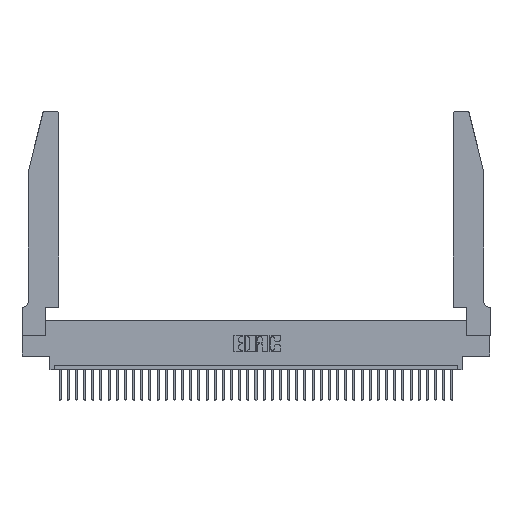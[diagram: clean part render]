
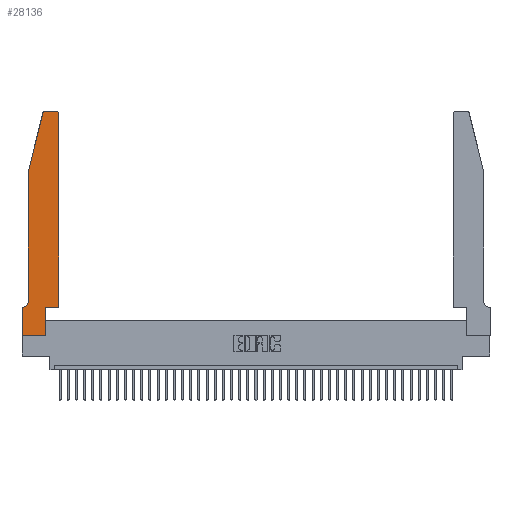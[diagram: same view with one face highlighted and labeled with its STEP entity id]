
A CAD part, top view. The second image highlights one B-rep face of the part: STEP entity #28136.
In plain terms, the highlighted planar face has unit normal (0, 0, 1).
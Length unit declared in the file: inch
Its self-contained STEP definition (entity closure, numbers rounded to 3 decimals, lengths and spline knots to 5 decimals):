
#72 = ORIENTED_EDGE ( 'NONE', *, *, #16156, .T. ) ;
#666 = CARTESIAN_POINT ( 'NONE',  ( 0.2865, 0.35, 0.37 ) ) ;
#1064 = DIRECTION ( 'NONE',  ( 1., 0., 0. ) ) ;
#1365 = DIRECTION ( 'NONE',  ( 0., 0., 1. ) ) ;
#1415 = LINE ( 'NONE', #17452, #1898 ) ;
#1712 = VERTEX_POINT ( 'NONE', #31351 ) ;
#1898 = VECTOR ( 'NONE', #32707, 39.37008 ) ;
#2151 = VERTEX_POINT ( 'NONE', #19879 ) ;
#2415 = DIRECTION ( 'NONE',  ( 1., 0., 0. ) ) ;
#2715 = FACE_OUTER_BOUND ( 'NONE', #37136, .T. ) ;
#2818 = DIRECTION ( 'NONE',  ( -1., 0., 0. ) ) ;
#2942 = CARTESIAN_POINT ( 'NONE',  ( 0.0755, 2., 0.37 ) ) ;
#3502 = AXIS2_PLACEMENT_3D ( 'NONE', #20475, #1365, #23645 ) ;
#3603 = CARTESIAN_POINT ( 'NONE',  ( 0.0055, 0.42, 0.37 ) ) ;
#4402 = DIRECTION ( 'NONE',  ( 1., 0., 0. ) ) ;
#5378 = LINE ( 'NONE', #20988, #38892 ) ;
#5636 = CARTESIAN_POINT ( 'NONE',  ( 0.0055, 0.35, 0.37 ) ) ;
#6281 = LINE ( 'NONE', #30241, #31832 ) ;
#6288 = ORIENTED_EDGE ( 'NONE', *, *, #11979, .T. ) ;
#7388 = CARTESIAN_POINT ( 'NONE',  ( 0.4505, 0.35, 0.37 ) ) ;
#7429 = CARTESIAN_POINT ( 'NONE',  ( 0., 0.35, 0.37 ) ) ;
#7711 = ORIENTED_EDGE ( 'NONE', *, *, #39750, .T. ) ;
#7762 = CARTESIAN_POINT ( 'NONE',  ( 0., 0., 0.37 ) ) ;
#8927 = DIRECTION ( 'NONE',  ( 1., 0., 0. ) ) ;
#9588 = EDGE_CURVE ( 'NONE', #16316, #21204, #5378, .T. ) ;
#10174 = ORIENTED_EDGE ( 'NONE', *, *, #13613, .T. ) ;
#10974 = ORIENTED_EDGE ( 'NONE', *, *, #32995, .T. ) ;
#11979 = EDGE_CURVE ( 'NONE', #21204, #17049, #15576, .T. ) ;
#12206 = DIRECTION ( 'NONE',  ( -0.239, -0.971, 0. ) ) ;
#13094 = LINE ( 'NONE', #21657, #36360 ) ;
#13220 = CARTESIAN_POINT ( 'NONE',  ( 0.2865, 0., 0.37 ) ) ;
#13573 = VERTEX_POINT ( 'NONE', #39652 ) ;
#13613 = EDGE_CURVE ( 'NONE', #32726, #2151, #27766, .T. ) ;
#14076 = DIRECTION ( 'NONE',  ( 0., -1., 0. ) ) ;
#14270 = EDGE_CURVE ( 'NONE', #22973, #31807, #34605, .T. ) ;
#14630 = VECTOR ( 'NONE', #12206, 39.37008 ) ;
#15576 = CIRCLE ( 'NONE', #31667, 0.03 ) ;
#15621 = DIRECTION ( 'NONE',  ( 0., -1., 0. ) ) ;
#15741 = VECTOR ( 'NONE', #14076, 39.37008 ) ;
#16156 = EDGE_CURVE ( 'NONE', #17049, #1712, #1415, .T. ) ;
#16316 = VERTEX_POINT ( 'NONE', #7388 ) ;
#16937 = ORIENTED_EDGE ( 'NONE', *, *, #34370, .T. ) ;
#17049 = VERTEX_POINT ( 'NONE', #35744 ) ;
#17126 = VECTOR ( 'NONE', #15621, 39.37008 ) ;
#17452 = CARTESIAN_POINT ( 'NONE',  ( 0.2605, 2.75, 0.37 ) ) ;
#18135 = LINE ( 'NONE', #24555, #17126 ) ;
#19720 = CIRCLE ( 'NONE', #3502, 0.03 ) ;
#19879 = CARTESIAN_POINT ( 'NONE',  ( 0.2865, 0.35, 0.37 ) ) ;
#20419 = VECTOR ( 'NONE', #1064, 39.37008 ) ;
#20475 = CARTESIAN_POINT ( 'NONE',  ( 0.284, 2.72, 0.37 ) ) ;
#20988 = CARTESIAN_POINT ( 'NONE',  ( 0.4505, 0.35, 0.37 ) ) ;
#21204 = VERTEX_POINT ( 'NONE', #36456 ) ;
#21403 = ORIENTED_EDGE ( 'NONE', *, *, #9588, .T. ) ;
#21496 = LINE ( 'NONE', #2942, #14630 ) ;
#21657 = CARTESIAN_POINT ( 'NONE',  ( 0.0755, 0.35, 0.37 ) ) ;
#22069 = DIRECTION ( 'NONE',  ( 0., 0., -1. ) ) ;
#22586 = DIRECTION ( 'NONE',  ( -1., 0., 0. ) ) ;
#22973 = VERTEX_POINT ( 'NONE', #34961 ) ;
#23491 = VERTEX_POINT ( 'NONE', #37488 ) ;
#23563 = ORIENTED_EDGE ( 'NONE', *, *, #14270, .T. ) ;
#23645 = DIRECTION ( 'NONE',  ( 1., 0., 0. ) ) ;
#24014 = ORIENTED_EDGE ( 'NONE', *, *, #27475, .T. ) ;
#24555 = CARTESIAN_POINT ( 'NONE',  ( 0.0755, 2., 0.37 ) ) ;
#25018 = EDGE_CURVE ( 'NONE', #1712, #28507, #19720, .T. ) ;
#25843 = DIRECTION ( 'NONE',  ( 0., 1., 0. ) ) ;
#26427 = CARTESIAN_POINT ( 'NONE',  ( 0.4505, 0.35, 0.37 ) ) ;
#27466 = ORIENTED_EDGE ( 'NONE', *, *, #25018, .T. ) ;
#27469 = EDGE_CURVE ( 'NONE', #31807, #38884, #13094, .T. ) ;
#27475 = EDGE_CURVE ( 'NONE', #28507, #13573, #21496, .T. ) ;
#27766 = LINE ( 'NONE', #666, #28252 ) ;
#27776 = DIRECTION ( 'NONE',  ( 0., 0., 1. ) ) ;
#27785 = CARTESIAN_POINT ( 'NONE',  ( 0., 0.35, 0.37 ) ) ;
#28136 = ADVANCED_FACE ( 'NONE', ( #2715 ), #36130, .T. ) ;
#28252 = VECTOR ( 'NONE', #25843, 39.37008 ) ;
#28507 = VERTEX_POINT ( 'NONE', #38724 ) ;
#29479 = DIRECTION ( 'NONE',  ( 0., 0., 1. ) ) ;
#30241 = CARTESIAN_POINT ( 'NONE',  ( 0., 0., 0.37 ) ) ;
#31351 = CARTESIAN_POINT ( 'NONE',  ( 0.284, 2.75, 0.37 ) ) ;
#31667 = AXIS2_PLACEMENT_3D ( 'NONE', #40340, #27776, #8927 ) ;
#31807 = VERTEX_POINT ( 'NONE', #5636 ) ;
#31832 = VECTOR ( 'NONE', #2415, 39.37008 ) ;
#32707 = DIRECTION ( 'NONE',  ( -1., 0., 0. ) ) ;
#32726 = VERTEX_POINT ( 'NONE', #13220 ) ;
#32995 = EDGE_CURVE ( 'NONE', #38884, #23491, #37533, .T. ) ;
#34143 = EDGE_CURVE ( 'NONE', #13573, #22973, #18135, .T. ) ;
#34228 = ORIENTED_EDGE ( 'NONE', *, *, #34143, .T. ) ;
#34370 = EDGE_CURVE ( 'NONE', #23491, #32726, #6281, .T. ) ;
#34605 = CIRCLE ( 'NONE', #39724, 0.07 ) ;
#34961 = CARTESIAN_POINT ( 'NONE',  ( 0.0755, 0.42, 0.37 ) ) ;
#35744 = CARTESIAN_POINT ( 'NONE',  ( 0.4205, 2.75, 0.37 ) ) ;
#36130 = PLANE ( 'NONE',  #37481 ) ;
#36360 = VECTOR ( 'NONE', #2818, 39.37008 ) ;
#36456 = CARTESIAN_POINT ( 'NONE',  ( 0.4505, 2.72, 0.37 ) ) ;
#37136 = EDGE_LOOP ( 'NONE', ( #72, #27466, #24014, #34228, #23563, #39282, #10974, #16937, #10174, #7711, #21403, #6288 ) ) ;
#37298 = LINE ( 'NONE', #26427, #20419 ) ;
#37481 = AXIS2_PLACEMENT_3D ( 'NONE', #7429, #29479, #4402 ) ;
#37488 = CARTESIAN_POINT ( 'NONE',  ( 0., 0., 0.37 ) ) ;
#37533 = LINE ( 'NONE', #7762, #15741 ) ;
#38724 = CARTESIAN_POINT ( 'NONE',  ( 0.25487, 2.72718, 0.37 ) ) ;
#38884 = VERTEX_POINT ( 'NONE', #27785 ) ;
#38892 = VECTOR ( 'NONE', #39510, 39.37008 ) ;
#39282 = ORIENTED_EDGE ( 'NONE', *, *, #27469, .T. ) ;
#39510 = DIRECTION ( 'NONE',  ( 0., 1., 0. ) ) ;
#39652 = CARTESIAN_POINT ( 'NONE',  ( 0.0755, 2., 0.37 ) ) ;
#39724 = AXIS2_PLACEMENT_3D ( 'NONE', #3603, #22069, #22586 ) ;
#39750 = EDGE_CURVE ( 'NONE', #2151, #16316, #37298, .T. ) ;
#40340 = CARTESIAN_POINT ( 'NONE',  ( 0.4205, 2.72, 0.37 ) ) ;
